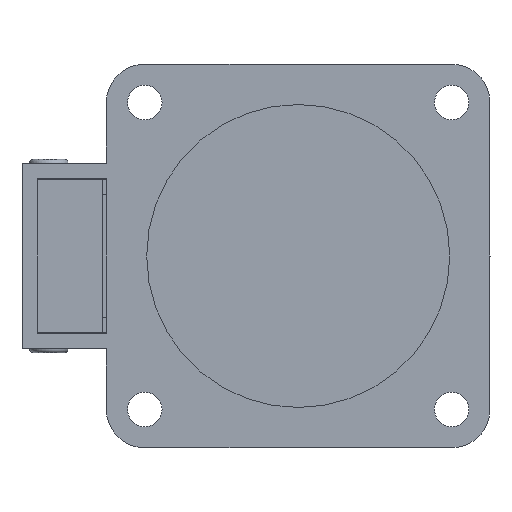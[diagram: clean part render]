
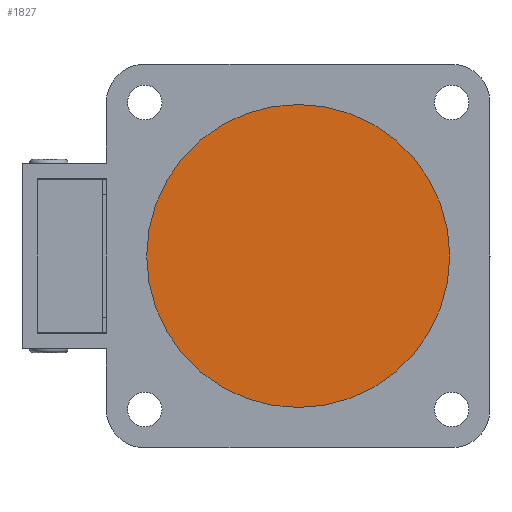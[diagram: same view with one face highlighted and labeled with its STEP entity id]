
A CAD part, front view. The second image highlights one B-rep face of the part: STEP entity #1827.
In plain terms, the highlighted planar face has unit normal (0, -1, 0).
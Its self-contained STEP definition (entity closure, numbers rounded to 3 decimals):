
#64 = CARTESIAN_POINT ( 'NONE',  ( 0., -16., 19.75 ) ) ;
#165 = DIRECTION ( 'NONE',  ( 0., -1., 0. ) ) ;
#286 = DIRECTION ( 'NONE',  ( 0., 0., -1. ) ) ;
#421 = EDGE_CURVE ( 'NONE', #3266, #675, #4693, .T. ) ;
#675 = VERTEX_POINT ( 'NONE', #64 ) ;
#952 = CARTESIAN_POINT ( 'NONE',  ( 0., -16., 0. ) ) ;
#1039 = AXIS2_PLACEMENT_3D ( 'NONE', #6837, #3575, #286 ) ;
#1511 = DIRECTION ( 'NONE',  ( 0., 0., -1. ) ) ;
#1827 = ADVANCED_FACE ( 'NONE', ( #6753 ), #5707, .T. ) ;
#2620 = AXIS2_PLACEMENT_3D ( 'NONE', #3440, #165, #3986 ) ;
#3266 = VERTEX_POINT ( 'NONE', #3296 ) ;
#3296 = CARTESIAN_POINT ( 'NONE',  ( 0., -16., -19.75 ) ) ;
#3440 = CARTESIAN_POINT ( 'NONE',  ( 0., -16., 0. ) ) ;
#3575 = DIRECTION ( 'NONE',  ( 0., -1., 0. ) ) ;
#3705 = ORIENTED_EDGE ( 'NONE', *, *, #6075, .T. ) ;
#3986 = DIRECTION ( 'NONE',  ( 0., 0., -1. ) ) ;
#4693 = CIRCLE ( 'NONE', #1039, 19.75 ) ;
#4749 = CIRCLE ( 'NONE', #5211, 19.75 ) ;
#4770 = DIRECTION ( 'NONE',  ( 0., -1., 0. ) ) ;
#5016 = EDGE_LOOP ( 'NONE', ( #3705, #6509 ) ) ;
#5211 = AXIS2_PLACEMENT_3D ( 'NONE', #952, #4770, #1511 ) ;
#5707 = PLANE ( 'NONE',  #2620 ) ;
#6075 = EDGE_CURVE ( 'NONE', #675, #3266, #4749, .T. ) ;
#6509 = ORIENTED_EDGE ( 'NONE', *, *, #421, .T. ) ;
#6753 = FACE_OUTER_BOUND ( 'NONE', #5016, .T. ) ;
#6837 = CARTESIAN_POINT ( 'NONE',  ( 0., -16., 0. ) ) ;
